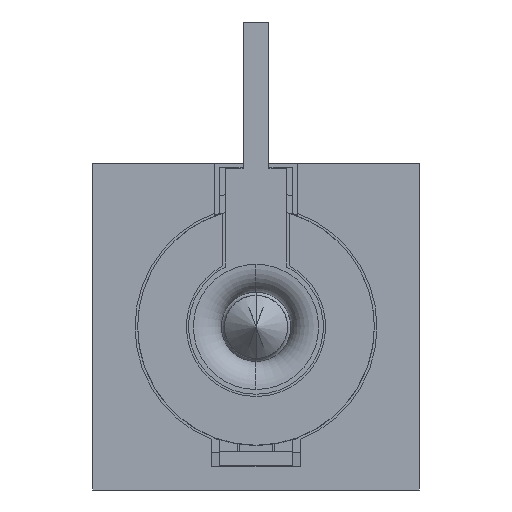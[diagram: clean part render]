
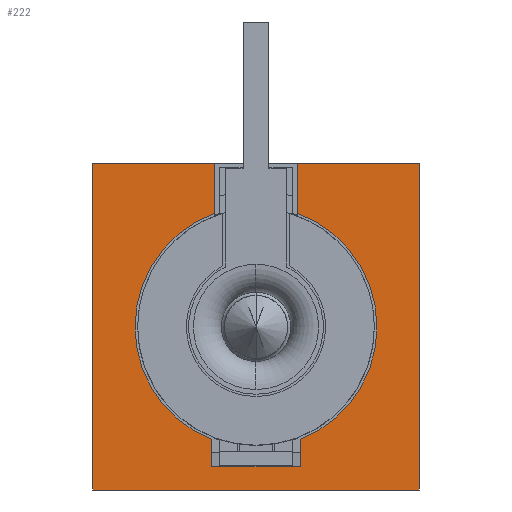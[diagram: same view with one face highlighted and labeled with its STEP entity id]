
A CAD part, left-side view. The second image highlights one B-rep face of the part: STEP entity #222.
In plain terms, the highlighted planar face has unit normal (-1, 0, 0).
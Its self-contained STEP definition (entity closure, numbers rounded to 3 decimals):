
#222=ADVANCED_FACE('',(#625),#626,.T.);
#625=FACE_OUTER_BOUND('',#1063,.T.);
#626=PLANE('',#1064);
#1063=EDGE_LOOP('',(#2723,#2724,#2725,#2726,#2727,#2728,#2729,#2730,#2731,#2732,#2733,#2734,#2735,#2736));
#1064=AXIS2_PLACEMENT_3D('',#2737,#2738,#2739);
#2723=ORIENTED_EDGE('',*,*,#3156,.T.);
#2724=ORIENTED_EDGE('',*,*,#3578,.T.);
#2725=ORIENTED_EDGE('',*,*,#3125,.T.);
#2726=ORIENTED_EDGE('',*,*,#3577,.T.);
#2727=ORIENTED_EDGE('',*,*,#3146,.T.);
#2728=ORIENTED_EDGE('',*,*,#3411,.T.);
#2729=ORIENTED_EDGE('',*,*,#3579,.T.);
#2730=ORIENTED_EDGE('',*,*,#3012,.T.);
#2731=ORIENTED_EDGE('',*,*,#3580,.T.);
#2732=ORIENTED_EDGE('',*,*,#3581,.T.);
#2733=ORIENTED_EDGE('',*,*,#3582,.F.);
#2734=ORIENTED_EDGE('',*,*,#3014,.T.);
#2735=ORIENTED_EDGE('',*,*,#3583,.T.);
#2736=ORIENTED_EDGE('',*,*,#3160,.F.);
#2737=CARTESIAN_POINT('',(-27.051,0.0,0.0));
#2738=DIRECTION('',(-1.0,0.0,0.0));
#2739=DIRECTION('',(0.0,0.0,1.0));
#3012=EDGE_CURVE('',#3630,#3634,#3636,.T.);
#3014=EDGE_CURVE('',#3640,#3637,#3641,.T.);
#3125=EDGE_CURVE('',#3853,#3851,#3854,.T.);
#3146=EDGE_CURVE('',#3889,#3887,#3890,.T.);
#3156=EDGE_CURVE('',#3908,#3906,#3909,.T.);
#3160=EDGE_CURVE('',#3908,#3913,#3914,.T.);
#3411=EDGE_CURVE('',#3887,#4309,#4311,.T.);
#3577=EDGE_CURVE('',#3851,#3889,#4574,.T.);
#3578=EDGE_CURVE('',#3906,#3853,#4575,.T.);
#3579=EDGE_CURVE('',#4309,#3630,#4576,.T.);
#3580=EDGE_CURVE('',#3634,#4577,#4578,.T.);
#3581=EDGE_CURVE('',#4577,#4579,#4580,.T.);
#3582=EDGE_CURVE('',#3640,#4579,#4581,.T.);
#3583=EDGE_CURVE('',#3637,#3913,#4582,.T.);
#3630=VERTEX_POINT('',#4638);
#3634=VERTEX_POINT('',#4643);
#3636=CIRCLE('',#4646,4.635);
#3637=VERTEX_POINT('',#4647);
#3640=VERTEX_POINT('',#4651);
#3641=CIRCLE('',#4652,4.635);
#3851=VERTEX_POINT('',#4942);
#3853=VERTEX_POINT('',#4945);
#3854=LINE('',#4946,#4947);
#3887=VERTEX_POINT('',#4997);
#3889=VERTEX_POINT('',#5000);
#3890=LINE('',#5001,#5002);
#3906=VERTEX_POINT('',#5026);
#3908=VERTEX_POINT('',#5029);
#3909=LINE('',#5030,#5031);
#3913=VERTEX_POINT('',#5038);
#3914=LINE('',#5039,#5040);
#4309=VERTEX_POINT('',#5652);
#4311=LINE('',#5655,#5656);
#4574=LINE('',#6121,#6122);
#4575=LINE('',#6123,#6124);
#4576=CIRCLE('',#6125,4.635);
#4577=VERTEX_POINT('',#6126);
#4578=LINE('',#6127,#6128);
#4579=VERTEX_POINT('',#6129);
#4580=LINE('',#6130,#6131);
#4581=LINE('',#6132,#6133);
#4582=CIRCLE('',#6134,4.635);
#4638=CARTESIAN_POINT('',(-27.051,-4.635,0.));
#4643=CARTESIAN_POINT('',(-27.051,-1.7,-4.312));
#4646=AXIS2_PLACEMENT_3D('',#6239,#6240,#6241);
#4647=CARTESIAN_POINT('',(-27.051,4.635,0.));
#4651=CARTESIAN_POINT('',(-27.051,1.7,-4.312));
#4652=AXIS2_PLACEMENT_3D('',#6243,#6244,#6245);
#4942=CARTESIAN_POINT('',(-27.051,-6.248,-6.248));
#4945=CARTESIAN_POINT('',(-27.051,6.248,-6.248));
#4946=CARTESIAN_POINT('',(-27.051,6.248,-6.248));
#4947=VECTOR('',#6468,12.497);
#4997=CARTESIAN_POINT('',(-27.051,-1.59,6.248));
#5000=CARTESIAN_POINT('',(-27.051,-6.248,6.248));
#5001=CARTESIAN_POINT('',(-27.051,-6.248,6.248));
#5002=VECTOR('',#6493,4.658);
#5026=CARTESIAN_POINT('',(-27.051,6.248,6.248));
#5029=CARTESIAN_POINT('',(-27.051,1.59,6.248));
#5030=CARTESIAN_POINT('',(-27.051,1.59,6.248));
#5031=VECTOR('',#6503,4.658);
#5038=CARTESIAN_POINT('',(-27.051,1.59,4.354));
#5039=CARTESIAN_POINT('',(-27.051,1.59,6.248));
#5040=VECTOR('',#6507,1.895);
#5652=CARTESIAN_POINT('',(-27.051,-1.59,4.354));
#5655=CARTESIAN_POINT('',(-27.051,-1.59,6.248));
#5656=VECTOR('',#6894,1.895);
#6121=CARTESIAN_POINT('',(-27.051,-6.248,-6.248));
#6122=VECTOR('',#7148,12.497);
#6123=CARTESIAN_POINT('',(-27.051,6.248,6.248));
#6124=VECTOR('',#7149,12.497);
#6125=AXIS2_PLACEMENT_3D('',#7150,#7151,#7152);
#6126=CARTESIAN_POINT('',(-27.051,-1.7,-5.36));
#6127=CARTESIAN_POINT('',(-27.051,-1.7,-4.312));
#6128=VECTOR('',#7153,1.048);
#6129=CARTESIAN_POINT('',(-27.051,1.7,-5.36));
#6130=CARTESIAN_POINT('',(-27.051,-1.7,-5.36));
#6131=VECTOR('',#7154,3.4);
#6132=CARTESIAN_POINT('',(-27.051,1.7,-4.312));
#6133=VECTOR('',#7155,1.048);
#6134=AXIS2_PLACEMENT_3D('',#7156,#7157,#7158);
#6239=CARTESIAN_POINT('',(-27.051,0.0,0.0));
#6240=DIRECTION('',(1.0,0.0,0.0));
#6241=DIRECTION('',(0.0,-0.343,0.939));
#6243=CARTESIAN_POINT('',(-27.051,0.0,0.0));
#6244=DIRECTION('',(1.0,0.0,0.0));
#6245=DIRECTION('',(0.0,0.367,-0.93));
#6468=DIRECTION('',(0.0,-1.0,0.0));
#6493=DIRECTION('',(0.0,1.0,0.0));
#6503=DIRECTION('',(0.0,1.0,0.0));
#6507=DIRECTION('',(0.0,0.0,-1.0));
#6894=DIRECTION('',(0.0,0.0,-1.0));
#7148=DIRECTION('',(0.0,0.0,1.0));
#7149=DIRECTION('',(0.0,0.0,-1.0));
#7150=CARTESIAN_POINT('',(-27.051,0.0,0.0));
#7151=DIRECTION('',(1.0,0.0,0.0));
#7152=DIRECTION('',(0.0,-0.343,0.939));
#7153=DIRECTION('',(0.0,0.0,-1.0));
#7154=DIRECTION('',(0.0,1.0,0.0));
#7155=DIRECTION('',(0.0,0.0,-1.0));
#7156=CARTESIAN_POINT('',(-27.051,0.0,0.0));
#7157=DIRECTION('',(1.0,0.0,0.0));
#7158=DIRECTION('',(0.0,0.367,-0.93));
